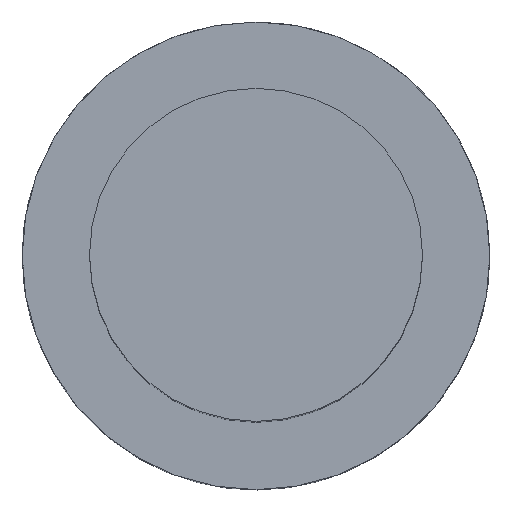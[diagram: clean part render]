
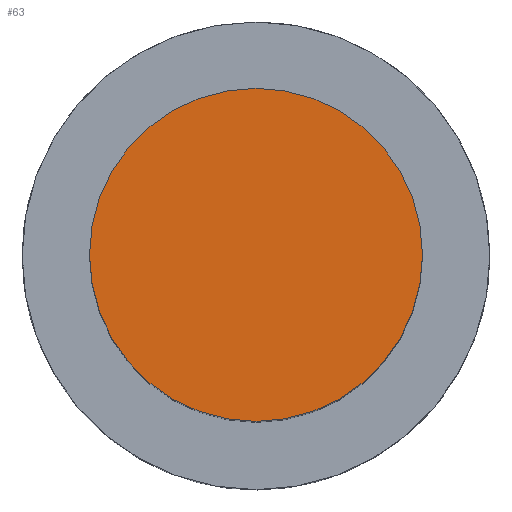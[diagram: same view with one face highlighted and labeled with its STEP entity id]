
A CAD part, top view. The second image highlights one B-rep face of the part: STEP entity #63.
In plain terms, the highlighted planar face has unit normal (0, 0, 1).
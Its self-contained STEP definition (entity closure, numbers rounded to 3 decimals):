
#17=PLANE('',#84);
#21=FACE_OUTER_BOUND('',#26,.T.);
#26=EDGE_LOOP('',(#52));
#35=CIRCLE('',#82,1.175);
#38=VERTEX_POINT('',#114);
#42=EDGE_CURVE('',#38,#38,#35,.T.);
#52=ORIENTED_EDGE('',*,*,#42,.T.);
#63=ADVANCED_FACE('',(#21),#17,.T.);
#82=AXIS2_PLACEMENT_3D('',#115,#94,#95);
#84=AXIS2_PLACEMENT_3D('',#119,#99,#100);
#94=DIRECTION('center_axis',(0.,0.,1.));
#95=DIRECTION('ref_axis',(-1.,0.,0.));
#99=DIRECTION('center_axis',(0.,0.,1.));
#100=DIRECTION('ref_axis',(-1.,0.,0.));
#114=CARTESIAN_POINT('',(1.175,0.,5.25));
#115=CARTESIAN_POINT('Origin',(0.,0.,5.25));
#119=CARTESIAN_POINT('Origin',(0.,0.,5.25));
